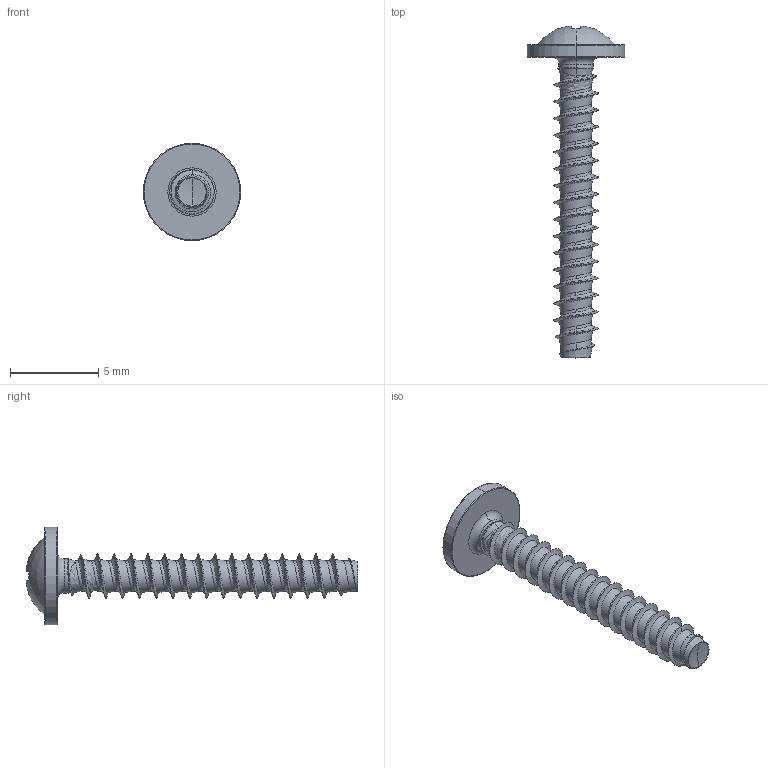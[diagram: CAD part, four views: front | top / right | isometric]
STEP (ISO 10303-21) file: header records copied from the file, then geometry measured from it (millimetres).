
FILE_DESCRIPTION (( 'STEP AP203' ), '1' );
FILE_NAME ('STP210250170.STEP', '2019-05-15T17:27:55', ( '' ), ( '' ), 'SwSTEP 2.0', 'SolidWorks 2015', '' );
FILE_SCHEMA (( 'CONFIG_CONTROL_DESIGN' ));
Length unit declared in the file: millimetre
Products named in the file (2): STP210250170
Bounding box: 5.5 x 18.76 x 5.5 mm (x, y, z)
Volume: 71.4 mm3; surface area: 221.2 mm2
Topology: 1 solids, 1 shells, 205 faces, 498 edges, 296 vertices
Faces by surface type: cylinder 60, bspline 55, plane 31, torus 30, sphere 20, cone 9
Entity records: 24473 total; most frequent: CARTESIAN_POINT 20088, ORIENTED_EDGE 992, DIRECTION 783, EDGE_CURVE 496, AXIS2_PLACEMENT_3D 339, VERTEX_POINT 296, EDGE_LOOP 208, ADVANCED_FACE 205
